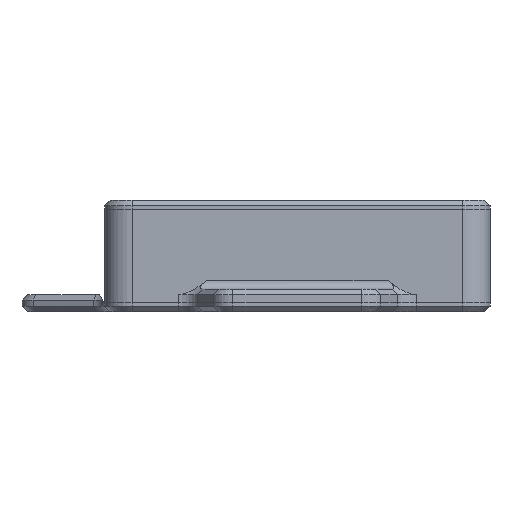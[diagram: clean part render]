
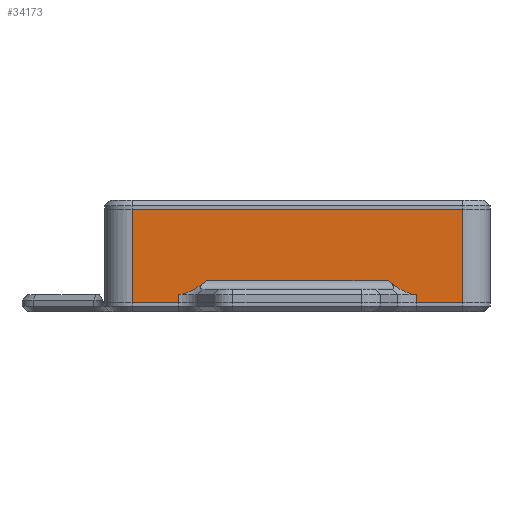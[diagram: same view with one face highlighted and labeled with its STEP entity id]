
A CAD part, left-side view. The second image highlights one B-rep face of the part: STEP entity #34173.
In plain terms, the highlighted planar face has unit normal (-1, 0, 0).
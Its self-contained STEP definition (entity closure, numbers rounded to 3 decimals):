
#1431=(
BOUNDED_CURVE()
B_SPLINE_CURVE(2,(#48857,#48858,#48859),.UNSPECIFIED.,.F.,.F.)
B_SPLINE_CURVE_WITH_KNOTS((3,3),(0.,0.319),.UNSPECIFIED.)
CURVE()
GEOMETRIC_REPRESENTATION_ITEM()
RATIONAL_B_SPLINE_CURVE((1.,1.061,1.))
REPRESENTATION_ITEM('')
);
#1432=(
BOUNDED_CURVE()
B_SPLINE_CURVE(2,(#48860,#48861,#48862),.UNSPECIFIED.,.F.,.F.)
B_SPLINE_CURVE_WITH_KNOTS((3,3),(0.859,1.29),
 .UNSPECIFIED.)
CURVE()
GEOMETRIC_REPRESENTATION_ITEM()
RATIONAL_B_SPLINE_CURVE((2.078,2.284,2.425))
REPRESENTATION_ITEM('')
);
#1433=(
BOUNDED_CURVE()
B_SPLINE_CURVE(2,(#48889,#48890,#48891),.UNSPECIFIED.,.F.,.F.)
B_SPLINE_CURVE_WITH_KNOTS((3,3),(0.319,0.638),
 .UNSPECIFIED.)
CURVE()
GEOMETRIC_REPRESENTATION_ITEM()
RATIONAL_B_SPLINE_CURVE((1.,1.061,1.))
REPRESENTATION_ITEM('')
);
#1434=(
BOUNDED_CURVE()
B_SPLINE_CURVE(2,(#48893,#48894,#48895),.UNSPECIFIED.,.F.,.F.)
B_SPLINE_CURVE_WITH_KNOTS((3,3),(3.15,3.581),
 .UNSPECIFIED.)
CURVE()
GEOMETRIC_REPRESENTATION_ITEM()
RATIONAL_B_SPLINE_CURVE((2.425,2.284,2.078))
REPRESENTATION_ITEM('')
);
#2976=FACE_OUTER_BOUND('',#4873,.T.);
#4873=EDGE_LOOP('',(#23182,#23183,#23184,#23185,#23186,#23187,#23188,#23189,
#23190,#23191,#23192,#23193));
#6950=LINE('',#48835,#10957);
#6986=LINE('',#48975,#10993);
#6990=LINE('',#48991,#10997);
#7011=LINE('',#49050,#11018);
#7013=LINE('',#49053,#11020);
#7014=LINE('',#49055,#11021);
#7015=LINE('',#49057,#11022);
#7016=LINE('',#49058,#11023);
#10957=VECTOR('',#39161,10.);
#10993=VECTOR('',#39267,10.);
#10997=VECTOR('',#39279,10.);
#11018=VECTOR('',#39334,10.);
#11020=VECTOR('',#39338,10.);
#11021=VECTOR('',#39339,10.);
#11022=VECTOR('',#39340,10.);
#11023=VECTOR('',#39341,10.);
#14965=VERTEX_POINT('',#48802);
#14968=VERTEX_POINT('',#48820);
#14977=VERTEX_POINT('',#48855);
#14978=VERTEX_POINT('',#48856);
#14985=VERTEX_POINT('',#48887);
#14986=VERTEX_POINT('',#48888);
#15012=VERTEX_POINT('',#48972);
#15013=VERTEX_POINT('',#48974);
#15020=VERTEX_POINT('',#48988);
#15021=VERTEX_POINT('',#48990);
#15043=VERTEX_POINT('',#49054);
#15044=VERTEX_POINT('',#49056);
#18129=EDGE_CURVE('',#14968,#14965,#6950,.T.);
#18139=EDGE_CURVE('',#14977,#14978,#1431,.F.);
#18140=EDGE_CURVE('',#14968,#14978,#1432,.T.);
#18153=EDGE_CURVE('',#14985,#14986,#1433,.F.);
#18155=EDGE_CURVE('',#14985,#14965,#1434,.T.);
#18191=EDGE_CURVE('',#15012,#15013,#6986,.T.);
#18199=EDGE_CURVE('',#15020,#15021,#6990,.T.);
#18230=EDGE_CURVE('',#14986,#15020,#7011,.T.);
#18232=EDGE_CURVE('',#15013,#14977,#7013,.T.);
#18233=EDGE_CURVE('',#15043,#15012,#7014,.T.);
#18234=EDGE_CURVE('',#15044,#15043,#7015,.T.);
#18235=EDGE_CURVE('',#15021,#15044,#7016,.T.);
#23182=ORIENTED_EDGE('',*,*,#18140,.T.);
#23183=ORIENTED_EDGE('',*,*,#18139,.F.);
#23184=ORIENTED_EDGE('',*,*,#18232,.F.);
#23185=ORIENTED_EDGE('',*,*,#18191,.F.);
#23186=ORIENTED_EDGE('',*,*,#18233,.F.);
#23187=ORIENTED_EDGE('',*,*,#18234,.F.);
#23188=ORIENTED_EDGE('',*,*,#18235,.F.);
#23189=ORIENTED_EDGE('',*,*,#18199,.F.);
#23190=ORIENTED_EDGE('',*,*,#18230,.F.);
#23191=ORIENTED_EDGE('',*,*,#18153,.F.);
#23192=ORIENTED_EDGE('',*,*,#18155,.T.);
#23193=ORIENTED_EDGE('',*,*,#18129,.F.);
#32738=PLANE('',#36362);
#34173=ADVANCED_FACE('',(#2976),#32738,.T.);
#36362=AXIS2_PLACEMENT_3D('',#49052,#39336,#39337);
#39161=DIRECTION('',(0.,1.,0.));
#39267=DIRECTION('',(0.,1.,0.));
#39279=DIRECTION('',(0.,1.,0.));
#39334=DIRECTION('',(0.,0.,-1.));
#39336=DIRECTION('center_axis',(-1.,0.,0.));
#39337=DIRECTION('ref_axis',(0.,-1.,0.));
#39338=DIRECTION('',(0.,0.,1.));
#39339=DIRECTION('',(0.,0.,-1.));
#39340=DIRECTION('',(0.,-1.,0.));
#39341=DIRECTION('',(0.,0.,1.));
#48802=CARTESIAN_POINT('',(-25.,16.498,4.));
#48820=CARTESIAN_POINT('',(-25.,-16.498,4.));
#48835=CARTESIAN_POINT('',(-25.,17.5,4.));
#48855=CARTESIAN_POINT('',(-25.,-21.621,1.5));
#48856=CARTESIAN_POINT('',(-25.,-18.621,2.5));
#48857=CARTESIAN_POINT('Ctrl Pts',(-25.,-18.621,2.5));
#48858=CARTESIAN_POINT('Ctrl Pts',(-25.,-20.288,1.5));
#48859=CARTESIAN_POINT('Ctrl Pts',(-25.,-21.621,1.5));
#48860=CARTESIAN_POINT('Ctrl Pts',(-25.,-16.498,4.));
#48861=CARTESIAN_POINT('Ctrl Pts',(-25.,-17.698,3.054));
#48862=CARTESIAN_POINT('Ctrl Pts',(-25.,-18.621,2.5));
#48887=CARTESIAN_POINT('',(-25.,18.621,2.5));
#48888=CARTESIAN_POINT('',(-25.,21.621,1.5));
#48889=CARTESIAN_POINT('Ctrl Pts',(-25.,21.621,1.5));
#48890=CARTESIAN_POINT('Ctrl Pts',(-25.,20.288,1.5));
#48891=CARTESIAN_POINT('Ctrl Pts',(-25.,18.621,2.5));
#48893=CARTESIAN_POINT('Ctrl Pts',(-25.,18.621,2.5));
#48894=CARTESIAN_POINT('Ctrl Pts',(-25.,17.698,3.054));
#48895=CARTESIAN_POINT('Ctrl Pts',(-25.,16.498,4.));
#48972=CARTESIAN_POINT('',(-25.,-30.,0.));
#48974=CARTESIAN_POINT('',(-25.,-21.621,0.));
#48975=CARTESIAN_POINT('',(-25.,-35.,0.));
#48988=CARTESIAN_POINT('',(-25.,21.621,0.));
#48990=CARTESIAN_POINT('',(-25.,30.,0.));
#48991=CARTESIAN_POINT('',(-25.,-35.,0.));
#49050=CARTESIAN_POINT('',(-25.,21.621,0.));
#49052=CARTESIAN_POINT('Origin',(-25.,35.,0.));
#49053=CARTESIAN_POINT('',(-25.,-21.621,0.));
#49054=CARTESIAN_POINT('',(-25.,-30.,17.));
#49055=CARTESIAN_POINT('',(-25.,-30.,0.));
#49056=CARTESIAN_POINT('',(-25.,30.,17.));
#49057=CARTESIAN_POINT('',(-25.,-35.,17.));
#49058=CARTESIAN_POINT('',(-25.,30.,0.));
